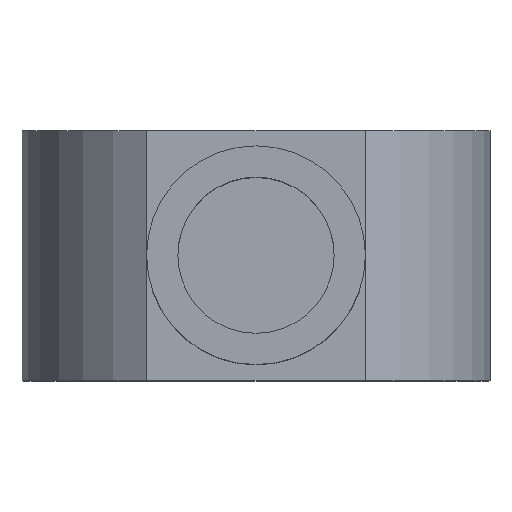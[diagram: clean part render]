
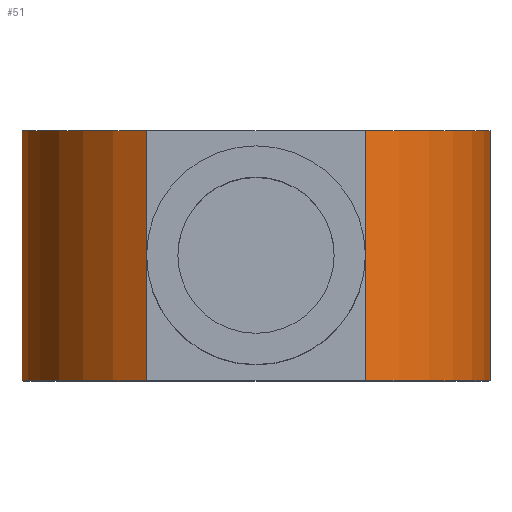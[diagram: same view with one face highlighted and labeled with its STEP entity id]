
A CAD part, top view. The second image highlights one B-rep face of the part: STEP entity #51.
In plain terms, the highlighted cylindrical face has radius 15 mm (diameter 30 mm), a partial arc.
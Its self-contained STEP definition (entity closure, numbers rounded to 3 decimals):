
#4 = DIRECTION ( 'NONE',  ( 0., 1., 0. ) ) ;
#5 = DIRECTION ( 'NONE',  ( 0., 1., 0. ) ) ;
#17 = VECTOR ( 'NONE', #4, 1000. ) ;
#33 = AXIS2_PLACEMENT_3D ( 'NONE', #37, #415, #40 ) ;
#37 = CARTESIAN_POINT ( 'NONE',  ( 0., 8., 0. ) ) ;
#38 = CARTESIAN_POINT ( 'NONE',  ( -7., -8., 13.266 ) ) ;
#40 = DIRECTION ( 'NONE',  ( 0., 0., 1. ) ) ;
#41 = DIRECTION ( 'NONE',  ( 0., 0., 1. ) ) ;
#43 = CARTESIAN_POINT ( 'NONE',  ( 7., 8., 13.266 ) ) ;
#51 = ADVANCED_FACE ( 'NONE', ( #465 ), #127, .T. ) ;
#70 = VERTEX_POINT ( 'NONE', #214 ) ;
#82 = CARTESIAN_POINT ( 'NONE',  ( 0., -8., 0. ) ) ;
#89 = CARTESIAN_POINT ( 'NONE',  ( -7., -8., 13.266 ) ) ;
#91 = VERTEX_POINT ( 'NONE', #38 ) ;
#113 = ORIENTED_EDGE ( 'NONE', *, *, #335, .F. ) ;
#117 = EDGE_LOOP ( 'NONE', ( #389, #204, #113, #238, #322, #260 ) ) ;
#127 = CYLINDRICAL_SURFACE ( 'NONE', #249, 15. ) ;
#134 = EDGE_CURVE ( 'NONE', #446, #191, #164, .T. ) ;
#143 = VECTOR ( 'NONE', #523, 1000. ) ;
#151 = CIRCLE ( 'NONE', #367, 15. ) ;
#156 = CARTESIAN_POINT ( 'NONE',  ( -7., 8., 13.266 ) ) ;
#164 = LINE ( 'NONE', #500, #17 ) ;
#187 = VECTOR ( 'NONE', #5, 1000. ) ;
#191 = VERTEX_POINT ( 'NONE', #375 ) ;
#201 = VERTEX_POINT ( 'NONE', #156 ) ;
#204 = ORIENTED_EDGE ( 'NONE', *, *, #371, .T. ) ;
#214 = CARTESIAN_POINT ( 'NONE',  ( -7., 0., 13.266 ) ) ;
#238 = ORIENTED_EDGE ( 'NONE', *, *, #319, .F. ) ;
#249 = AXIS2_PLACEMENT_3D ( 'NONE', #82, #458, #41 ) ;
#260 = ORIENTED_EDGE ( 'NONE', *, *, #503, .T. ) ;
#314 = CARTESIAN_POINT ( 'NONE',  ( 7., -8., 13.266 ) ) ;
#319 = EDGE_CURVE ( 'NONE', #191, #350, #355, .T. ) ;
#322 = ORIENTED_EDGE ( 'NONE', *, *, #134, .F. ) ;
#335 = EDGE_CURVE ( 'NONE', #350, #201, #416, .T. ) ;
#346 = LINE ( 'NONE', #383, #377 ) ;
#347 = CARTESIAN_POINT ( 'NONE',  ( 7., -8., 13.266 ) ) ;
#349 = CARTESIAN_POINT ( 'NONE',  ( 0., -8., 0. ) ) ;
#350 = VERTEX_POINT ( 'NONE', #43 ) ;
#355 = LINE ( 'NONE', #347, #143 ) ;
#367 = AXIS2_PLACEMENT_3D ( 'NONE', #349, #380, #525 ) ;
#371 = EDGE_CURVE ( 'NONE', #70, #201, #423, .T. ) ;
#375 = CARTESIAN_POINT ( 'NONE',  ( 7., 0., 13.266 ) ) ;
#377 = VECTOR ( 'NONE', #474, 1000. ) ;
#380 = DIRECTION ( 'NONE',  ( 0., 1., 0. ) ) ;
#383 = CARTESIAN_POINT ( 'NONE',  ( -7., -8., 13.266 ) ) ;
#389 = ORIENTED_EDGE ( 'NONE', *, *, #510, .T. ) ;
#415 = DIRECTION ( 'NONE',  ( 0., 1., 0. ) ) ;
#416 = CIRCLE ( 'NONE', #33, 15. ) ;
#423 = LINE ( 'NONE', #89, #187 ) ;
#446 = VERTEX_POINT ( 'NONE', #314 ) ;
#458 = DIRECTION ( 'NONE',  ( 0., 1., 0. ) ) ;
#465 = FACE_OUTER_BOUND ( 'NONE', #117, .T. ) ;
#474 = DIRECTION ( 'NONE',  ( 0., 1., 0. ) ) ;
#500 = CARTESIAN_POINT ( 'NONE',  ( 7., -8., 13.266 ) ) ;
#503 = EDGE_CURVE ( 'NONE', #446, #91, #151, .T. ) ;
#510 = EDGE_CURVE ( 'NONE', #91, #70, #346, .T. ) ;
#523 = DIRECTION ( 'NONE',  ( 0., 1., 0. ) ) ;
#525 = DIRECTION ( 'NONE',  ( 0., 0., 1. ) ) ;
